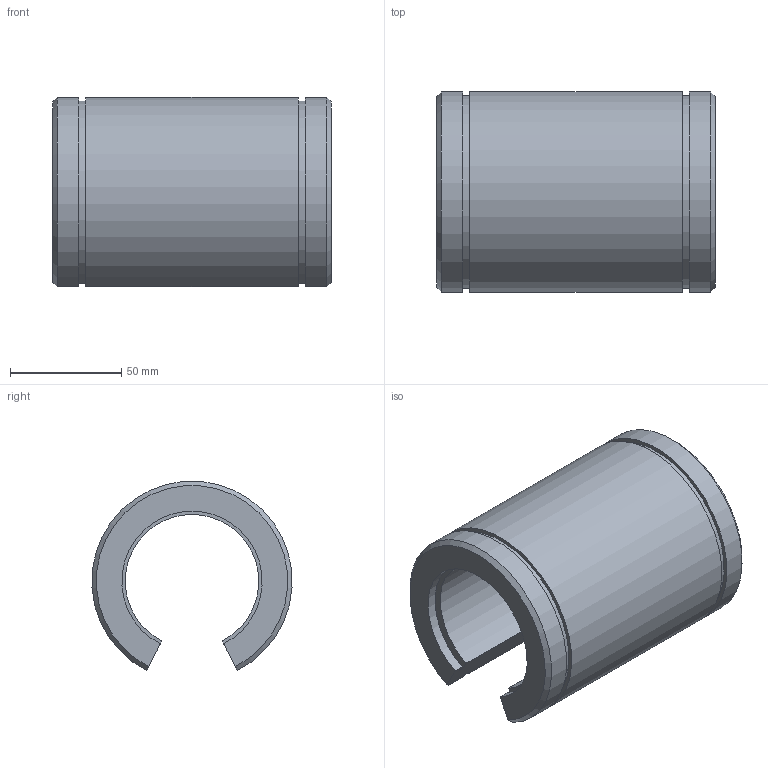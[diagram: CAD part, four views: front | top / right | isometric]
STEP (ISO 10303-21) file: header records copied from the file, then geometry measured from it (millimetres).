
FILE_DESCRIPTION( ( 'STEP AP214' ), '1' );
FILE_NAME( 'KB_60_UU-OP_2_14.stp', ' ', ( ' ' ), ( ' ' ), 'PSStep 15.0.47', 'PARTsolutions', ' ' );
FILE_SCHEMA( ( 'AUTOMOTIVE_DESIGN { 1 0 10303 214 1 1 1 1 }' ) );
Length unit declared in the file: millimetre
Products named in the file (2): KB 60 UU-OP; _KB 60-OP
Assembly tree (1 placements, depth 2):
  KB 60 UU-OP
    _KB 60-OP
Bounding box: 125 x 89.8 x 84.94 mm (x, y, z)
Volume: 367086.7 mm3; surface area: 63042.6 mm2
Topology: 1 solids, 1 shells, 24 faces, 66 edges, 44 vertices
Faces by surface type: plane 12, cylinder 10, cone 2
Entity records: 1006 total; most frequent: CARTESIAN_POINT 148, DIRECTION 136, ORIENTED_EDGE 132, EDGE_CURVE 66, AXIS2_PLACEMENT_3D 48, VERTEX_POINT 44, LINE 40, VECTOR 40
